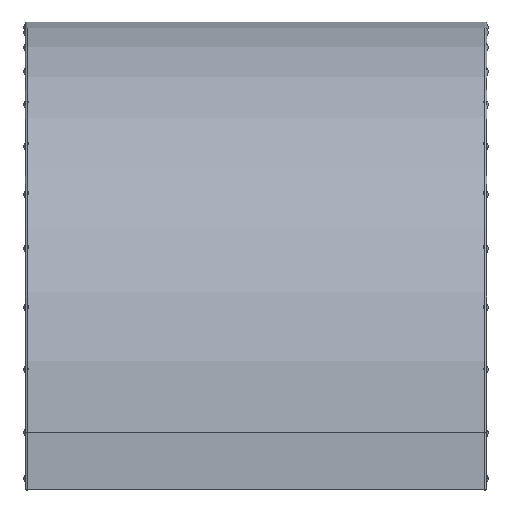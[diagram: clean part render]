
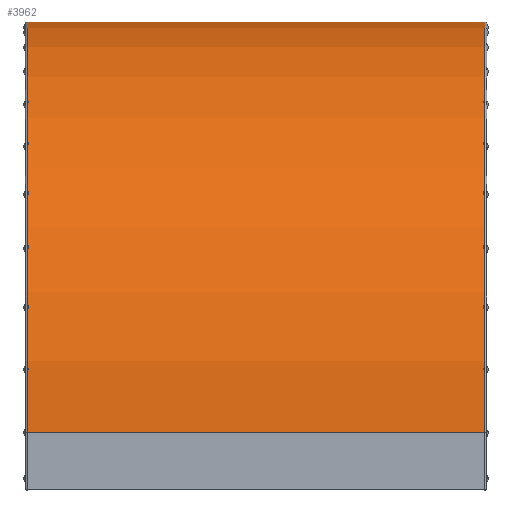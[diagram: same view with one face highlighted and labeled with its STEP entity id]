
A CAD part, top view. The second image highlights one B-rep face of the part: STEP entity #3962.
In plain terms, the highlighted cylindrical face has radius 361 mm (diameter 722 mm), a partial arc.
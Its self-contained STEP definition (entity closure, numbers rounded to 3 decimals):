
#29 = EDGE_CURVE ( 'NONE', #1603, #3365, #3984, .T. ) ;
#75 = LINE ( 'NONE', #13642, #10233 ) ;
#270 = EDGE_CURVE ( 'NONE', #1603, #15867, #4646, .T. ) ;
#912 = EDGE_CURVE ( 'NONE', #15867, #8128, #13065, .T. ) ;
#1603 = VERTEX_POINT ( 'NONE', #5881 ) ;
#2221 = AXIS2_PLACEMENT_3D ( 'NONE', #16889, #14031, #15668 ) ;
#3335 = EDGE_CURVE ( 'NONE', #3365, #8128, #75, .T. ) ;
#3365 = VERTEX_POINT ( 'NONE', #15908 ) ;
#3893 = ORIENTED_EDGE ( 'NONE', *, *, #912, .T. ) ;
#3962 = ADVANCED_FACE ( 'NONE', ( #7881 ), #14132, .T. ) ;
#3984 = CIRCLE ( 'NONE', #13003, 361. ) ;
#4395 = ORIENTED_EDGE ( 'NONE', *, *, #3335, .F. ) ;
#4535 = CARTESIAN_POINT ( 'NONE',  ( 0., 50., -360. ) ) ;
#4646 = LINE ( 'NONE', #12278, #11031 ) ;
#4831 = DIRECTION ( 'NONE',  ( -1., 0., 0. ) ) ;
#4888 = DIRECTION ( 'NONE',  ( 0., 0., 1. ) ) ;
#5845 = ORIENTED_EDGE ( 'NONE', *, *, #29, .F. ) ;
#5881 = CARTESIAN_POINT ( 'NONE',  ( -200.5, 50., 1. ) ) ;
#7175 = CARTESIAN_POINT ( 'NONE',  ( 200.5, 50., 1. ) ) ;
#7881 = FACE_OUTER_BOUND ( 'NONE', #11693, .T. ) ;
#8128 = VERTEX_POINT ( 'NONE', #15766 ) ;
#10233 = VECTOR ( 'NONE', #17437, 1000. ) ;
#11031 = VECTOR ( 'NONE', #12353, 1000. ) ;
#11693 = EDGE_LOOP ( 'NONE', ( #16917, #3893, #4395, #5845 ) ) ;
#12278 = CARTESIAN_POINT ( 'NONE',  ( -200.5, 50., 1. ) ) ;
#12353 = DIRECTION ( 'NONE',  ( 1., 0., 0. ) ) ;
#13003 = AXIS2_PLACEMENT_3D ( 'NONE', #16697, #16752, #16802 ) ;
#13065 = CIRCLE ( 'NONE', #2221, 361. ) ;
#13642 = CARTESIAN_POINT ( 'NONE',  ( -200.5, 411., -360. ) ) ;
#14031 = DIRECTION ( 'NONE',  ( -1., 0., 0. ) ) ;
#14132 = CYLINDRICAL_SURFACE ( 'NONE', #14724, 361. ) ;
#14724 = AXIS2_PLACEMENT_3D ( 'NONE', #4535, #4831, #4888 ) ;
#15668 = DIRECTION ( 'NONE',  ( 0., 0., 1. ) ) ;
#15766 = CARTESIAN_POINT ( 'NONE',  ( 200.5, 411., -360. ) ) ;
#15867 = VERTEX_POINT ( 'NONE', #7175 ) ;
#15908 = CARTESIAN_POINT ( 'NONE',  ( -200.5, 411., -360. ) ) ;
#16697 = CARTESIAN_POINT ( 'NONE',  ( -200.5, 50., -360. ) ) ;
#16752 = DIRECTION ( 'NONE',  ( -1., 0., 0. ) ) ;
#16802 = DIRECTION ( 'NONE',  ( 0., 0., 1. ) ) ;
#16889 = CARTESIAN_POINT ( 'NONE',  ( 200.5, 50., -360. ) ) ;
#16917 = ORIENTED_EDGE ( 'NONE', *, *, #270, .T. ) ;
#17437 = DIRECTION ( 'NONE',  ( 1., 0., 0. ) ) ;
